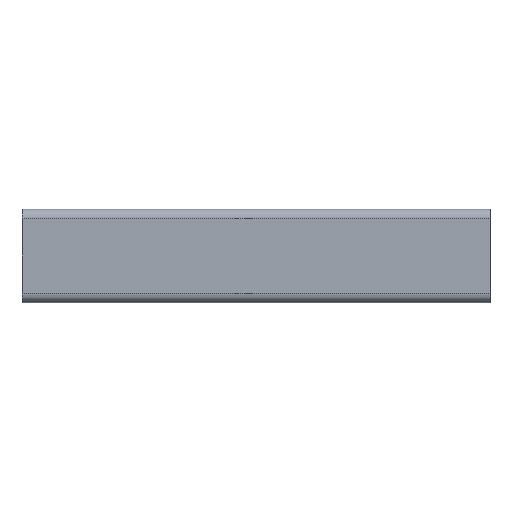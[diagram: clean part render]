
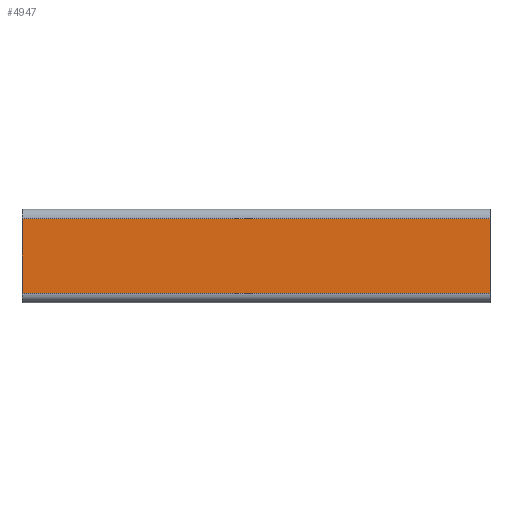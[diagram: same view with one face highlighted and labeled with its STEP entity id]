
A CAD part, left-side view. The second image highlights one B-rep face of the part: STEP entity #4947.
In plain terms, the highlighted planar face has unit normal (-1, 0, 0).
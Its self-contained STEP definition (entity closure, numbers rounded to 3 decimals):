
#449=FACE_OUTER_BOUND('',#695,.T.);
#695=EDGE_LOOP('',(#3957,#3958,#3959,#3960));
#1265=LINE('',#7991,#1849);
#1266=LINE('',#7995,#1850);
#1267=LINE('',#7997,#1851);
#1268=LINE('',#7998,#1852);
#1849=VECTOR('',#6529,200.);
#1850=VECTOR('',#6534,32.);
#1851=VECTOR('',#6535,200.);
#1852=VECTOR('',#6536,32.);
#2329=VERTEX_POINT('',#7988);
#2330=VERTEX_POINT('',#7990);
#2331=VERTEX_POINT('',#7994);
#2332=VERTEX_POINT('',#7996);
#3022=EDGE_CURVE('',#2330,#2329,#1265,.T.);
#3024=EDGE_CURVE('',#2329,#2331,#1266,.T.);
#3025=EDGE_CURVE('',#2332,#2331,#1267,.T.);
#3026=EDGE_CURVE('',#2330,#2332,#1268,.T.);
#3957=ORIENTED_EDGE('',*,*,#3024,.T.);
#3958=ORIENTED_EDGE('',*,*,#3025,.F.);
#3959=ORIENTED_EDGE('',*,*,#3026,.F.);
#3960=ORIENTED_EDGE('',*,*,#3022,.T.);
#4720=PLANE('',#5299);
#4947=ADVANCED_FACE('',(#449),#4720,.T.);
#5299=AXIS2_PLACEMENT_3D('',#7993,#6532,#6533);
#6529=DIRECTION('',(0.,1.,0.));
#6532=DIRECTION('center_axis',(-1.,0.,0.));
#6533=DIRECTION('ref_axis',(0.,0.,1.));
#6534=DIRECTION('',(0.,0.,-1.));
#6535=DIRECTION('',(0.,1.,0.));
#6536=DIRECTION('',(0.,0.,-1.));
#7988=CARTESIAN_POINT('',(-40.,200.,16.));
#7990=CARTESIAN_POINT('',(-40.,0.,16.));
#7991=CARTESIAN_POINT('',(-40.,0.,16.));
#7993=CARTESIAN_POINT('Origin',(-40.,0.,-16.));
#7994=CARTESIAN_POINT('',(-40.,200.,-16.));
#7995=CARTESIAN_POINT('',(-40.,200.,-8.));
#7996=CARTESIAN_POINT('',(-40.,0.,-16.));
#7997=CARTESIAN_POINT('',(-40.,0.,-16.));
#7998=CARTESIAN_POINT('',(-40.,0.,-8.));
